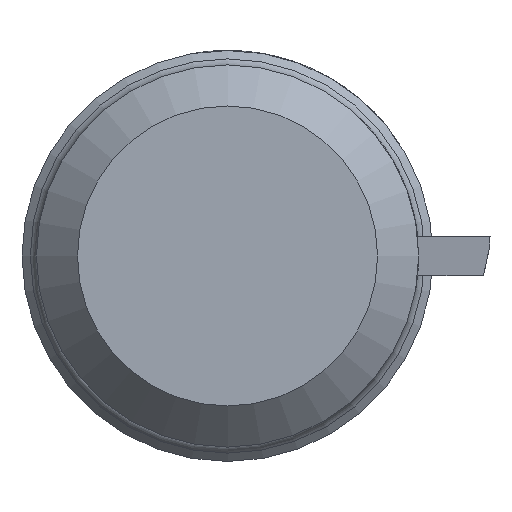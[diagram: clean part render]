
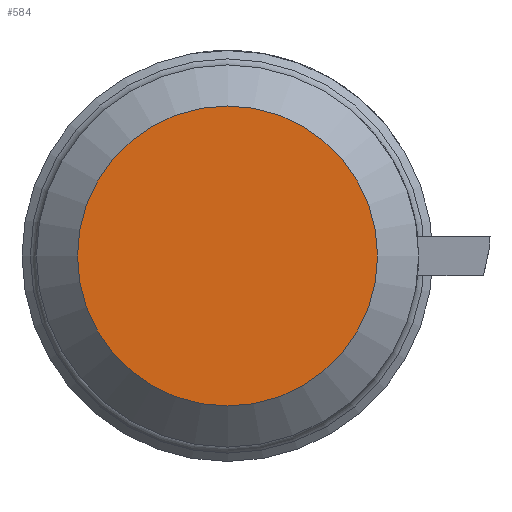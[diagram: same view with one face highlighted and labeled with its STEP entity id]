
A CAD part, left-side view. The second image highlights one B-rep face of the part: STEP entity #584.
In plain terms, the highlighted planar face has unit normal (-1, 0, 0).
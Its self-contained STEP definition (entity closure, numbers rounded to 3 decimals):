
#52=CIRCLE('',#664,3.65);
#99=FACE_OUTER_BOUND('',#133,.T.);
#133=EDGE_LOOP('',(#500));
#267=VERTEX_POINT('',#1058);
#344=EDGE_CURVE('',#267,#267,#52,.T.);
#500=ORIENTED_EDGE('',*,*,#344,.T.);
#520=PLANE('',#665);
#584=ADVANCED_FACE('',(#99),#520,.T.);
#664=AXIS2_PLACEMENT_3D('',#1059,#824,#825);
#665=AXIS2_PLACEMENT_3D('',#1061,#827,#828);
#824=DIRECTION('center_axis',(-1.,0.,0.));
#825=DIRECTION('ref_axis',(0.,0.,1.));
#827=DIRECTION('center_axis',(-1.,0.,0.));
#828=DIRECTION('ref_axis',(0.,0.,1.));
#1058=CARTESIAN_POINT('',(0.,3.65,0.));
#1059=CARTESIAN_POINT('Origin',(0.,0.,0.));
#1061=CARTESIAN_POINT('Origin',(0.,0.,0.));
